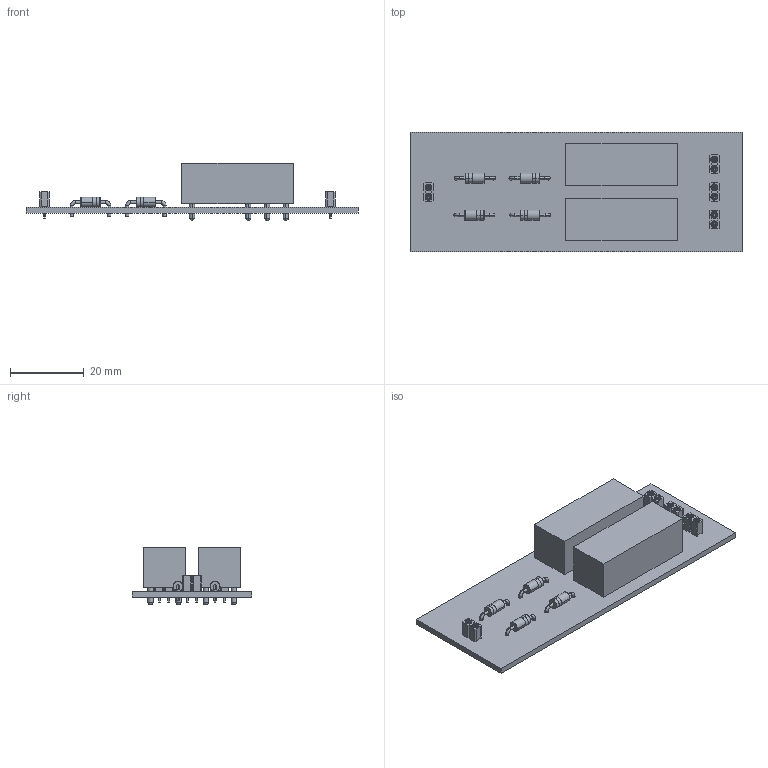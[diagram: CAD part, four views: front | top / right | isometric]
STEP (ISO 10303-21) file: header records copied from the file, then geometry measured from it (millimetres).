
FILE_DESCRIPTION(('PCB Model'),'2;1');
FILE_NAME('Fonte_peltier.STEP', '2020-11-12T17:36:24',('victo'),('Unspecified'), 'Open CASCADE STEP processor 6.8','Proteus','Unknown');
FILE_SCHEMA(('AUTOMOTIVE_DESIGN { 1 0 10303 214 1 1 1 1 }'));
Length unit declared in the file: millimetre
Products named in the file (32): Open CASCADE STEP translator 6.8 3; Layer_1; TRAFO; Open CASCADE STEP translator 6.8 3.2.1; Body_1; REDE; Open CASCADE STEP translator 6.8 3.3.1; SAIDA; Open CASCADE STEP translator 6.8 3.4.1; BATERIA; Open CASCADE STEP translator 6.8 3.5.1; D1; Open CASCADE STEP translator 6.8 3.6.1; D2; Open CASCADE STEP translator 6.8 3.7.1; D3; Open CASCADE STEP translator 6.8 3.8.1; D4; Open CASCADE STEP translator 6.8 3.9.1; RL1; Open CASCADE STEP translator 6.8 3.10.1; Pin_1; Pin_2; Pin_3; Pin_4; Pin_5; Pin_6; Pin_7; Pin_8; RL2
Assembly tree (38 placements, depth 4):
  Open CASCADE STEP translator 6.8 3
    Layer_1
    TRAFO
      Open CASCADE STEP translator 6.8 3.2.1
        Body_1
    REDE
      Open CASCADE STEP translator 6.8 3.3.1
        Body_1
    SAIDA
      Open CASCADE STEP translator 6.8 3.4.1
        Body_1
    BATERIA
      Open CASCADE STEP translator 6.8 3.5.1
        Body_1
    D1
      Open CASCADE STEP translator 6.8 3.6.1
        Body_1
    D2
      Open CASCADE STEP translator 6.8 3.7.1
        Body_1
    D3
      Open CASCADE STEP translator 6.8 3.8.1
        Body_1
    D4
      Open CASCADE STEP translator 6.8 3.9.1
        Body_1
    RL1
      Open CASCADE STEP translator 6.8 3.10.1
        Body_1
        Pin_1
        Pin_2
        Pin_3
        Pin_4
        Pin_5
        Pin_6
        Pin_7
        Pin_8
    RL2
      Open CASCADE STEP translator 6.8 3.10.1
        Body_1
        Pin_1
        Pin_2
        Pin_3
        Pin_4
        Pin_5
        Pin_6
        Pin_7
        Pin_8
Bounding box: 90 x 32.5 x 15.71 mm (x, y, z)
Volume: 12831.7 mm3; surface area: 11269.3 mm2
Topology: 27 solids, 27 shells, 674 faces, 1564 edges, 896 vertices
Faces by surface type: cylinder 216, plane 162, cone 160, sphere 72, torus 64
Entity records: 9449 total; most frequent: DIRECTION 1396, CARTESIAN_POINT 1343, ORIENTED_EDGE 1132, AXIS2_PLACEMENT_3D 599, EDGE_CURVE 566, VERTEX_POINT 354, FACE_BOUND 324, EDGE_LOOP 324
